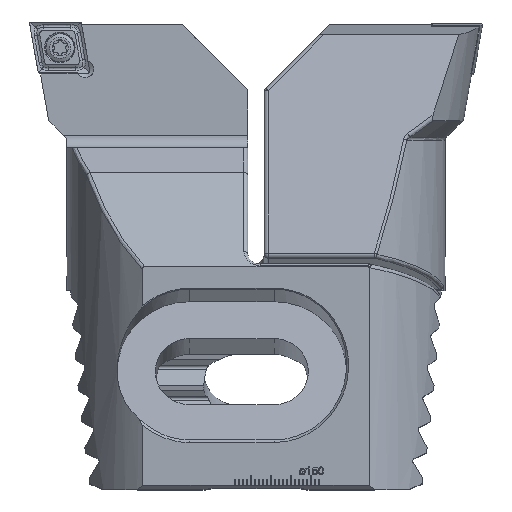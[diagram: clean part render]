
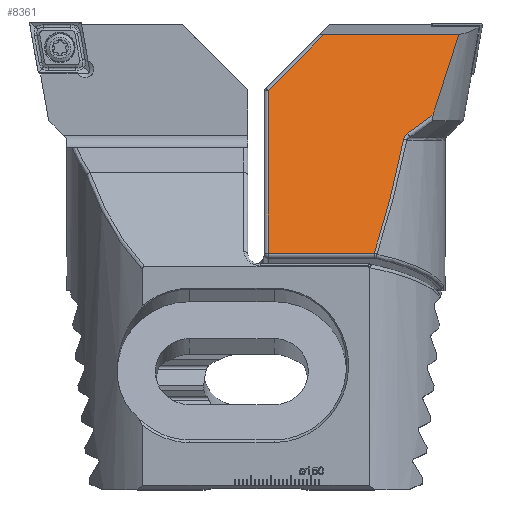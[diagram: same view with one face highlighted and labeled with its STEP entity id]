
A CAD part, top view. The second image highlights one B-rep face of the part: STEP entity #8361.
In plain terms, the highlighted face is planar.
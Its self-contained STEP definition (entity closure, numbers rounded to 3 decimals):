
#102 = CARTESIAN_POINT ( 'NONE',  ( 19.307, -28.477, -28.566 ) ) ;
#180 = CARTESIAN_POINT ( 'NONE',  ( 18.823, -27.914, -28.415 ) ) ;
#454 = CARTESIAN_POINT ( 'NONE',  ( 53.25, -17.042, -25.502 ) ) ;
#651 = B_SPLINE_CURVE_WITH_KNOTS ( 'NONE', 3,
 ( #23232, #11284, #19474, #17294 ),
 .UNSPECIFIED., .F., .F.,
 ( 4, 4 ),
 ( 0., 0.008 ),
 .UNSPECIFIED. ) ;
#694 = AXIS2_PLACEMENT_3D ( 'NONE', #19416, #9418, #3406 ) ;
#851 = B_SPLINE_CURVE_WITH_KNOTS ( 'NONE', 3,
 ( #24070, #180, #4114, #102, #11972, #15873, #10048, #6120 ),
 .UNSPECIFIED., .F., .F.,
 ( 4, 2, 2, 4 ),
 ( 0., 0.001, 0.001, 0.002 ),
 .UNSPECIFIED. ) ;
#942 = CARTESIAN_POINT ( 'NONE',  ( 7.934, -10.081, -23.636 ) ) ;
#1477 = CARTESIAN_POINT ( 'NONE',  ( 26.846, -57.496, -36.341 ) ) ;
#1963 = CARTESIAN_POINT ( 'NONE',  ( 5.868, -3.24, -21.804 ) ) ;
#2476 = VERTEX_POINT ( 'NONE', #454 ) ;
#2820 = CARTESIAN_POINT ( 'NONE',  ( 19.587, -29.155, -28.747 ) ) ;
#3406 = DIRECTION ( 'NONE',  ( 0., -0.966, -0.259 ) ) ;
#4060 = ORIENTED_EDGE ( 'NONE', *, *, #21775, .T. ) ;
#4114 = CARTESIAN_POINT ( 'NONE',  ( 19.043, -28.121, -28.47 ) ) ;
#4143 = CARTESIAN_POINT ( 'NONE',  ( 74.563, -38.355, -31.212 ) ) ;
#4366 = EDGE_CURVE ( 'NONE', #14289, #19988, #12528, .T. ) ;
#4669 =( BOUNDED_CURVE ( )  B_SPLINE_CURVE ( 3, ( #10883, #12913, #942, #14873 ),
 .UNSPECIFIED., .F., .F. ) 
 B_SPLINE_CURVE_WITH_KNOTS ( ( 4, 4 ),
 ( 4.21, 4.326 ),
 .UNSPECIFIED. ) 
 CURVE ( )  GEOMETRIC_REPRESENTATION_ITEM ( )  RATIONAL_B_SPLINE_CURVE ( ( 1., 0.999, 0.999, 1. ) ) 
 REPRESENTATION_ITEM ( '' )  );
#5512 = DIRECTION ( 'NONE',  ( 0., -0.966, -0.259 ) ) ;
#5830 = VERTEX_POINT ( 'NONE', #19476 ) ;
#6120 = CARTESIAN_POINT ( 'NONE',  ( 19.587, -29.155, -28.747 ) ) ;
#6682 = CARTESIAN_POINT ( 'NONE',  ( 24.141, -49.105, -34.093 ) ) ;
#7554 = ORIENTED_EDGE ( 'NONE', *, *, #4366, .F. ) ;
#7567 = CARTESIAN_POINT ( 'NONE',  ( 113.15, -57.496, -36.341 ) ) ;
#8361 = ADVANCED_FACE ( 'NONE', ( #24507 ), #23956, .F. ) ;
#8366 = VERTEX_POINT ( 'NONE', #1477 ) ;
#8436 =( BOUNDED_CURVE ( )  B_SPLINE_CURVE ( 3, ( #13990, #6682, #21780, #20401 ),
 .UNSPECIFIED., .F., .T. ) 
 B_SPLINE_CURVE_WITH_KNOTS ( ( 4, 4 ),
 ( 3.835, 4.064 ),
 .UNSPECIFIED. ) 
 CURVE ( )  GEOMETRIC_REPRESENTATION_ITEM ( )  RATIONAL_B_SPLINE_CURVE ( ( 1., 0.996, 0.996, 1. ) ) 
 REPRESENTATION_ITEM ( '' )  );
#9418 = DIRECTION ( 'NONE',  ( 0., -0.259, 0.966 ) ) ;
#9463 = VERTEX_POINT ( 'NONE', #9944 ) ;
#9944 = CARTESIAN_POINT ( 'NONE',  ( 12.275, -23.153, -27.139 ) ) ;
#10012 = CARTESIAN_POINT ( 'NONE',  ( 39.449, -3.24, -21.804 ) ) ;
#10048 = CARTESIAN_POINT ( 'NONE',  ( 19.557, -29.01, -28.709 ) ) ;
#10294 = LINE ( 'NONE', #25097, #17469 ) ;
#10764 = EDGE_CURVE ( 'NONE', #5830, #20297, #851, .T. ) ;
#10883 = CARTESIAN_POINT ( 'NONE',  ( 12.275, -23.153, -27.139 ) ) ;
#11284 = CARTESIAN_POINT ( 'NONE',  ( 16.444, -26.252, -27.97 ) ) ;
#11512 = ORIENTED_EDGE ( 'NONE', *, *, #21388, .T. ) ;
#11972 = CARTESIAN_POINT ( 'NONE',  ( 19.385, -28.605, -28.6 ) ) ;
#12528 = LINE ( 'NONE', #23617, #23747 ) ;
#12913 = CARTESIAN_POINT ( 'NONE',  ( 10.072, -16.726, -25.417 ) ) ;
#13990 = CARTESIAN_POINT ( 'NONE',  ( 26.846, -57.496, -36.341 ) ) ;
#14289 = VERTEX_POINT ( 'NONE', #10012 ) ;
#14297 = EDGE_LOOP ( 'NONE', ( #4060, #24156, #7554, #21739, #22395, #11512, #14645, #25578 ) ) ;
#14308 = VECTOR ( 'NONE', #21433, 1000. ) ;
#14645 = ORIENTED_EDGE ( 'NONE', *, *, #23090, .T. ) ;
#14873 = CARTESIAN_POINT ( 'NONE',  ( 5.868, -3.24, -21.804 ) ) ;
#15873 = CARTESIAN_POINT ( 'NONE',  ( 19.51, -28.871, -28.671 ) ) ;
#15940 = EDGE_CURVE ( 'NONE', #14289, #2476, #22225, .T. ) ;
#16145 = DIRECTION ( 'NONE',  ( 0.695, -0.695, -0.186 ) ) ;
#17227 = VECTOR ( 'NONE', #16145, 1000. ) ;
#17294 = CARTESIAN_POINT ( 'NONE',  ( 12.275, -23.153, -27.139 ) ) ;
#17469 = VECTOR ( 'NONE', #5512, 1000. ) ;
#19416 = CARTESIAN_POINT ( 'NONE',  ( 113.15, -2.353, -21.566 ) ) ;
#19474 = CARTESIAN_POINT ( 'NONE',  ( 14.347, -24.718, -27.559 ) ) ;
#19476 = CARTESIAN_POINT ( 'NONE',  ( 18.576, -27.741, -28.369 ) ) ;
#19988 = VERTEX_POINT ( 'NONE', #1963 ) ;
#20297 = VERTEX_POINT ( 'NONE', #2820 ) ;
#20401 = CARTESIAN_POINT ( 'NONE',  ( 19.587, -29.155, -28.747 ) ) ;
#20756 = EDGE_CURVE ( 'NONE', #9463, #19988, #4669, .T. ) ;
#20938 = EDGE_CURVE ( 'NONE', #2476, #23802, #10294, .T. ) ;
#21203 = LINE ( 'NONE', #7567, #14308 ) ;
#21388 = EDGE_CURVE ( 'NONE', #23802, #8366, #21203, .T. ) ;
#21433 = DIRECTION ( 'NONE',  ( -1., 0., 0. ) ) ;
#21739 = ORIENTED_EDGE ( 'NONE', *, *, #15940, .T. ) ;
#21775 = EDGE_CURVE ( 'NONE', #5830, #9463, #651, .T. ) ;
#21780 = CARTESIAN_POINT ( 'NONE',  ( 21.711, -39.617, -31.551 ) ) ;
#22225 = LINE ( 'NONE', #4143, #17227 ) ;
#22395 = ORIENTED_EDGE ( 'NONE', *, *, #20938, .T. ) ;
#23090 = EDGE_CURVE ( 'NONE', #8366, #20297, #8436, .T. ) ;
#23232 = CARTESIAN_POINT ( 'NONE',  ( 18.576, -27.741, -28.369 ) ) ;
#23506 = CARTESIAN_POINT ( 'NONE',  ( 53.25, -57.496, -36.341 ) ) ;
#23532 = DIRECTION ( 'NONE',  ( -1., 0., 0. ) ) ;
#23617 = CARTESIAN_POINT ( 'NONE',  ( 113.15, -3.24, -21.804 ) ) ;
#23747 = VECTOR ( 'NONE', #23532, 1000. ) ;
#23802 = VERTEX_POINT ( 'NONE', #23506 ) ;
#23956 = PLANE ( 'NONE',  #694 ) ;
#24070 = CARTESIAN_POINT ( 'NONE',  ( 18.576, -27.741, -28.369 ) ) ;
#24156 = ORIENTED_EDGE ( 'NONE', *, *, #20756, .T. ) ;
#24507 = FACE_OUTER_BOUND ( 'NONE', #14297, .T. ) ;
#25097 = CARTESIAN_POINT ( 'NONE',  ( 53.25, -2.353, -21.566 ) ) ;
#25578 = ORIENTED_EDGE ( 'NONE', *, *, #10764, .F. ) ;
